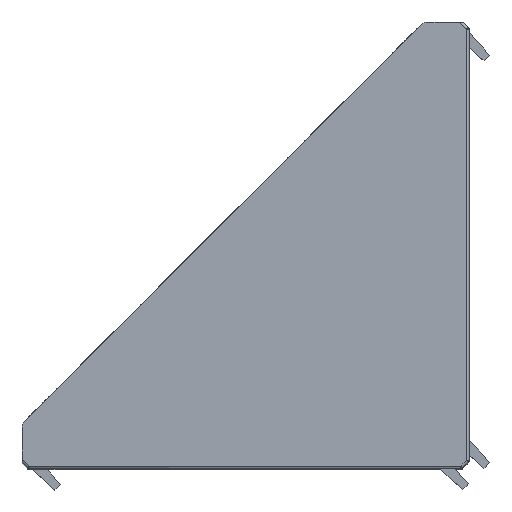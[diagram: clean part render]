
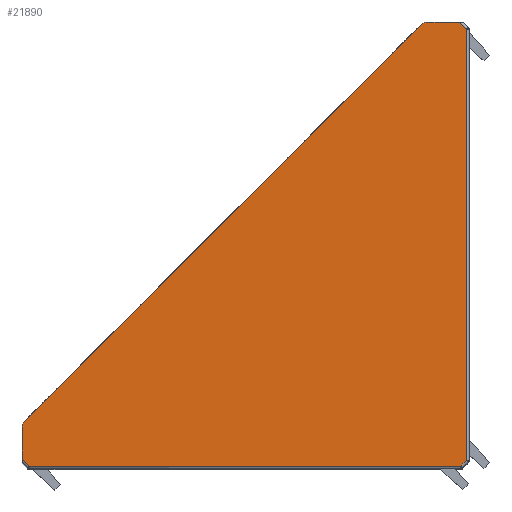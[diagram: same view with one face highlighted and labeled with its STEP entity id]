
A CAD part, top view. The second image highlights one B-rep face of the part: STEP entity #21890.
In plain terms, the highlighted planar face has unit normal (0.012, -0.012, 1).
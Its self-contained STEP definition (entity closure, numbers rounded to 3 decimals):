
#3603 = CARTESIAN_POINT ( 'NONE',  ( -1.615, 0.494, 42.857 ) ) ;
#3619 = CARTESIAN_POINT ( 'NONE',  ( -84.64, 0.494, 43.881 ) ) ;
#3670 = CARTESIAN_POINT ( 'NONE',  ( -0.494, 1.615, 42.857 ) ) ;
#3760 = CARTESIAN_POINT ( 'NONE',  ( -0.494, 84.64, 43.881 ) ) ;
#9249 = CARTESIAN_POINT ( 'NONE',  ( -1.854, 86., 43.915 ) ) ;
#9291 = CARTESIAN_POINT ( 'NONE',  ( -86., 1.854, 43.915 ) ) ;
#9359 = DIRECTION ( 'NONE',  ( 1., 0., -0.012 ) ) ;
#9360 = VECTOR ( 'NONE', #9359, 1000. ) ;
#9361 = LINE ( 'NONE', #9367, #9360 ) ;
#9367 = CARTESIAN_POINT ( 'NONE',  ( -9.351, 0.494, 42.952 ) ) ;
#9387 = DIRECTION ( 'NONE',  ( 0.707, -0.707, -0.017 ) ) ;
#9388 = VECTOR ( 'NONE', #9387, 1000. ) ;
#9389 = LINE ( 'NONE', #9405, #9388 ) ;
#9397 = DIRECTION ( 'NONE',  ( 0., 1., 0.012 ) ) ;
#9398 = VECTOR ( 'NONE', #9397, 1000. ) ;
#9399 = LINE ( 'NONE', #9404, #9398 ) ;
#9404 = CARTESIAN_POINT ( 'NONE',  ( -0.494, 1.615, 42.857 ) ) ;
#9405 = CARTESIAN_POINT ( 'NONE',  ( -86., 1.854, 43.915 ) ) ;
#9407 = LINE ( 'NONE', #9444, #9443 ) ;
#9429 = CARTESIAN_POINT ( 'NONE',  ( -0.494, 84.64, 43.881 ) ) ;
#9430 = LINE ( 'NONE', #9429, #9435 ) ;
#9434 = DIRECTION ( 'NONE',  ( -0.707, 0.707, 0.017 ) ) ;
#9435 = VECTOR ( 'NONE', #9434, 1000. ) ;
#9442 = DIRECTION ( 'NONE',  ( 0., -1., -0.012 ) ) ;
#9443 = VECTOR ( 'NONE', #9442, 1000. ) ;
#9444 = CARTESIAN_POINT ( 'NONE',  ( -86., 7.924, 43.99 ) ) ;
#9459 = DIRECTION ( 'NONE',  ( 0.707, 0.707, 0. ) ) ;
#9460 = VECTOR ( 'NONE', #9459, 1000. ) ;
#9461 = CARTESIAN_POINT ( 'NONE',  ( -1.615, 0.494, 42.857 ) ) ;
#9467 = LINE ( 'NONE', #9461, #9460 ) ;
#9510 = CARTESIAN_POINT ( 'NONE',  ( -7.924, 86., 43.99 ) ) ;
#9520 = CARTESIAN_POINT ( 'NONE',  ( -86., 7.924, 43.99 ) ) ;
#9524 = DIRECTION ( 'NONE',  ( -1., 0., 0.012 ) ) ;
#9525 = VECTOR ( 'NONE', #9524, 1000. ) ;
#9526 = CARTESIAN_POINT ( 'NONE',  ( -9.338, 86., 44.007 ) ) ;
#9527 = LINE ( 'NONE', #9526, #9525 ) ;
#12077 = CARTESIAN_POINT ( 'NONE',  ( -9.338, 85.414, 44. ) ) ;
#12105 = CARTESIAN_POINT ( 'NONE',  ( -85.414, 9.338, 44. ) ) ;
#12106 = CARTESIAN_POINT ( 'NONE',  ( -85.794, 8.958, 44. ) ) ;
#12107 = CARTESIAN_POINT ( 'NONE',  ( -86., 8.461, 43.996 ) ) ;
#12108 = CARTESIAN_POINT ( 'NONE',  ( -86., 7.924, 43.99 ) ) ;
#12111 =( BOUNDED_CURVE ( )  B_SPLINE_CURVE ( 3, ( #12108, #12107, #12106, #12105 ),
 .UNSPECIFIED., .F., .T. ) 
 B_SPLINE_CURVE_WITH_KNOTS ( ( 4, 4 ),
 ( 2.356, 3.142 ),
 .UNSPECIFIED. ) 
 CURVE ( )  GEOMETRIC_REPRESENTATION_ITEM ( )  RATIONAL_B_SPLINE_CURVE ( ( 1., 0.949, 0.949, 1. ) ) 
 REPRESENTATION_ITEM ( '' )  );
#12122 = CARTESIAN_POINT ( 'NONE',  ( -9.338, 85.414, 44. ) ) ;
#12123 = CARTESIAN_POINT ( 'NONE',  ( -8.958, 85.794, 44. ) ) ;
#12124 = CARTESIAN_POINT ( 'NONE',  ( -8.461, 86., 43.996 ) ) ;
#12125 = CARTESIAN_POINT ( 'NONE',  ( -7.924, 86., 43.99 ) ) ;
#12127 =( BOUNDED_CURVE ( )  B_SPLINE_CURVE ( 3, ( #12125, #12124, #12123, #12122 ),
 .UNSPECIFIED., .F., .T. ) 
 B_SPLINE_CURVE_WITH_KNOTS ( ( 4, 4 ),
 ( 2.356, 3.142 ),
 .UNSPECIFIED. ) 
 CURVE ( )  GEOMETRIC_REPRESENTATION_ITEM ( )  RATIONAL_B_SPLINE_CURVE ( ( 1., 0.949, 0.949, 1. ) ) 
 REPRESENTATION_ITEM ( '' )  );
#12143 = LINE ( 'NONE', #12189, #12188 ) ;
#12167 = DIRECTION ( 'NONE',  ( 1., 0., -0.012 ) ) ;
#12168 = DIRECTION ( 'NONE',  ( 0.012, -0.012, 1. ) ) ;
#12169 = CARTESIAN_POINT ( 'NONE',  ( -9.338, 85.414, 44. ) ) ;
#12170 = AXIS2_PLACEMENT_3D ( 'NONE', #12169, #12168, #12167 ) ;
#12174 = CARTESIAN_POINT ( 'NONE',  ( -85.414, 9.338, 44. ) ) ;
#12183 = PLANE ( 'NONE',  #12170 ) ;
#12184 = FACE_OUTER_BOUND ( 'NONE', #21888, .T. ) ;
#12187 = DIRECTION ( 'NONE',  ( -0.707, -0.707, 0. ) ) ;
#12188 = VECTOR ( 'NONE', #12187, 1000. ) ;
#12189 = CARTESIAN_POINT ( 'NONE',  ( -9.338, 85.414, 44. ) ) ;
#18657 = VERTEX_POINT ( 'NONE', #3619 ) ;
#18666 = VERTEX_POINT ( 'NONE', #3603 ) ;
#18679 = VERTEX_POINT ( 'NONE', #3670 ) ;
#18721 = VERTEX_POINT ( 'NONE', #3760 ) ;
#20639 = VERTEX_POINT ( 'NONE', #9291 ) ;
#20662 = EDGE_CURVE ( 'NONE', #18657, #18666, #9361, .T. ) ;
#20676 = EDGE_CURVE ( 'NONE', #18679, #18721, #9399, .T. ) ;
#20680 = EDGE_CURVE ( 'NONE', #20639, #18657, #9389, .T. ) ;
#20699 = EDGE_CURVE ( 'NONE', #20743, #20639, #9407, .T. ) ;
#20712 = VERTEX_POINT ( 'NONE', #9249 ) ;
#20713 = EDGE_CURVE ( 'NONE', #18721, #20712, #9430, .T. ) ;
#20721 = EDGE_CURVE ( 'NONE', #18666, #18679, #9467, .T. ) ;
#20740 = EDGE_CURVE ( 'NONE', #20712, #20750, #9527, .T. ) ;
#20743 = VERTEX_POINT ( 'NONE', #9520 ) ;
#20750 = VERTEX_POINT ( 'NONE', #9510 ) ;
#21833 = VERTEX_POINT ( 'NONE', #12077 ) ;
#21837 = EDGE_CURVE ( 'NONE', #20743, #21891, #12111, .T. ) ;
#21842 = EDGE_CURVE ( 'NONE', #20750, #21833, #12127, .T. ) ;
#21875 = ORIENTED_EDGE ( 'NONE', *, *, #21842, .T. ) ;
#21876 = ORIENTED_EDGE ( 'NONE', *, *, #20676, .T. ) ;
#21879 = ORIENTED_EDGE ( 'NONE', *, *, #20740, .T. ) ;
#21880 = EDGE_CURVE ( 'NONE', #21833, #21891, #12143, .T. ) ;
#21882 = ORIENTED_EDGE ( 'NONE', *, *, #21880, .T. ) ;
#21887 = ORIENTED_EDGE ( 'NONE', *, *, #20662, .T. ) ;
#21888 = EDGE_LOOP ( 'NONE', ( #21892, #21895, #21897, #21887, #21893, #21876, #21896, #21879, #21875, #21882 ) ) ;
#21890 = ADVANCED_FACE ( 'NONE', ( #12184 ), #12183, .T. ) ;
#21891 = VERTEX_POINT ( 'NONE', #12174 ) ;
#21892 = ORIENTED_EDGE ( 'NONE', *, *, #21837, .F. ) ;
#21893 = ORIENTED_EDGE ( 'NONE', *, *, #20721, .T. ) ;
#21895 = ORIENTED_EDGE ( 'NONE', *, *, #20699, .T. ) ;
#21896 = ORIENTED_EDGE ( 'NONE', *, *, #20713, .T. ) ;
#21897 = ORIENTED_EDGE ( 'NONE', *, *, #20680, .T. ) ;
